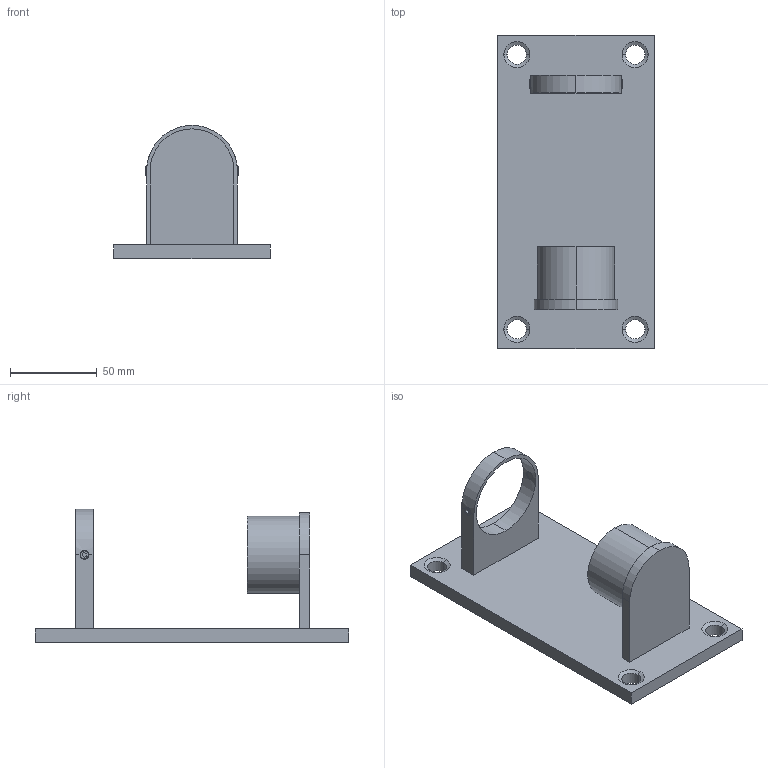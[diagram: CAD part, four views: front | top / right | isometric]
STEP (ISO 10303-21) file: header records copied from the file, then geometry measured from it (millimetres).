
FILE_DESCRIPTION (( 'STEP AP203' ), '1' );
FILE_NAME ('3D_GB3194_48,3_188743470.STEP', '2024-10-24T10:29:46', ( '' ), ( '' ), 'SwSTEP 2.0', 'SolidWorks 2023', '' );
FILE_SCHEMA (( 'CONFIG_CONTROL_DESIGN' ));
Length unit declared in the file: millimetre
Products named in the file (1): 3D_GB3194_48,3_188743470
Bounding box: 90 x 180 x 76.65 mm (x, y, z)
Volume: 167141.3 mm3; surface area: 57253.4 mm2
Topology: 2 solids, 2 shells, 76 faces, 182 edges, 116 vertices
Faces by surface type: plane 34, cylinder 26, cone 12, torus 4
Entity records: 2485 total; most frequent: CARTESIAN_POINT 571, DIRECTION 396, ORIENTED_EDGE 364, EDGE_CURVE 182, AXIS2_PLACEMENT_3D 145, VERTEX_POINT 116, LINE 106, VECTOR 106
